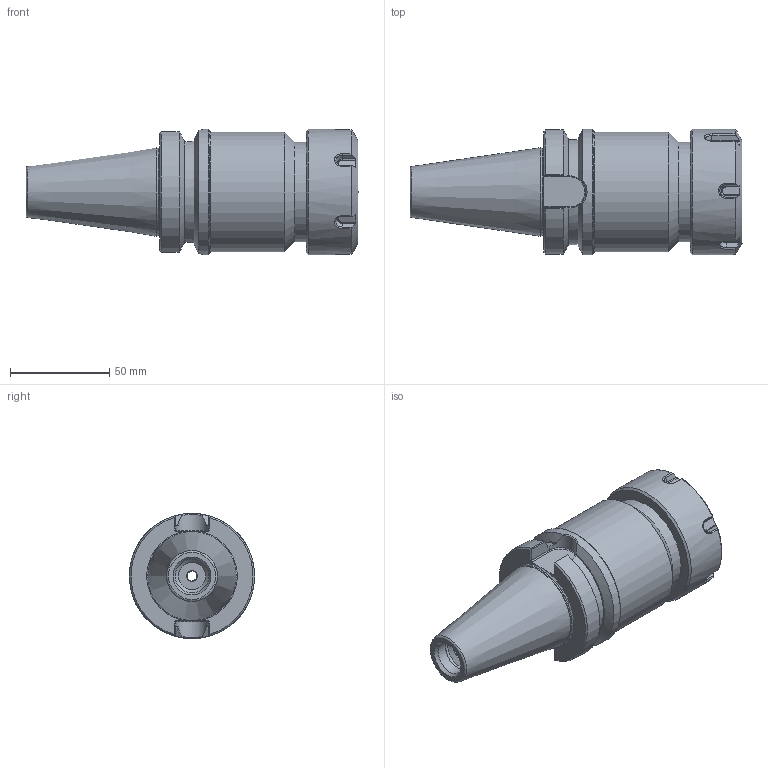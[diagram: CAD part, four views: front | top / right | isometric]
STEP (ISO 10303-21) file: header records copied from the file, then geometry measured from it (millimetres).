
FILE_DESCRIPTION(/* description */ ('ER COLLET CHUCK'),/* implementation_level */ '2;1');
FILE_NAME(/* name */ 'B40-40ERF400.stp',/* time_stamp */ '2017-01-17T16:26:54-05:00',/* author */ ('davhar'),/* organization */ (''),/* preprocessor_version */ 'ST-DEVELOPER v16.1',/* originating_system */ 'Autodesk Inventor 2016',/* authorisation */ '');
FILE_SCHEMA (('AUTOMOTIVE_DESIGN { 1 0 10303 214 3 1 1 }'));
Length unit declared in the file: inch
Products named in the file (4): B40-40ER4-1; 40ERN; BS-10; B40-40ERF400
Assembly tree (3 placements, depth 2):
  B40-40ERF400
    B40-40ER4-1
    40ERN
    BS-10
Bounding box: 167 x 62.99 x 63 mm (x, y, z)
Volume: 241566.2 mm3; surface area: 55832.7 mm2
Topology: 3 solids, 3 shells, 174 faces, 430 edges, 266 vertices
Faces by surface type: plane 67, cylinder 47, cone 35, torus 17, bspline 8
Full cylindrical faces by diameter (mm): 5.588 x1, 7.112 x1, 13.843 x1, 17.013 x1, 17.623 x1, 24.892 x2, 26.848 x1, 28.397 x1, 30.988 x1, 33.02 x1, 43.942 x1, 48.5 x1, 50 x1, 52.25 x1, 60.325 x1, 62.992 x1, 63 x1
Entity records: 6230 total; most frequent: CARTESIAN_POINT 2386, ORIENTED_EDGE 756, DIRECTION 728, EDGE_CURVE 378, AXIS2_PLACEMENT_3D 301, VERTEX_POINT 258, EDGE_LOOP 228, FACE_OUTER_BOUND 174
